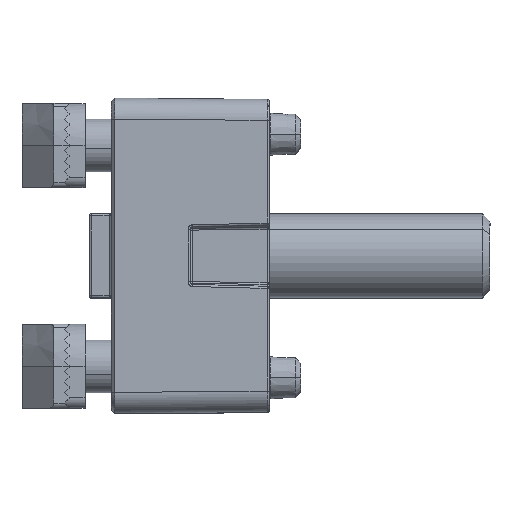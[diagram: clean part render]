
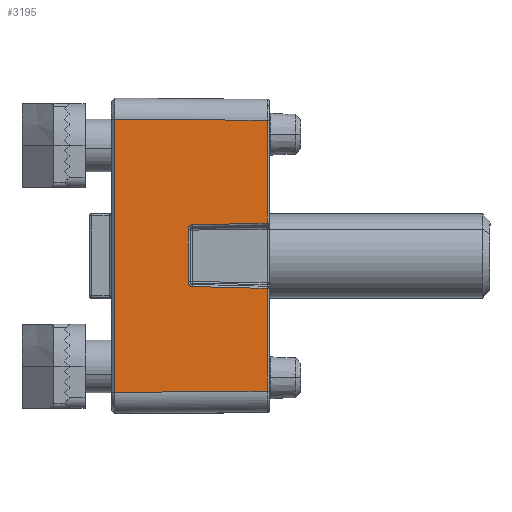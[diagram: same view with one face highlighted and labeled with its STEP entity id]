
A CAD part, top view. The second image highlights one B-rep face of the part: STEP entity #3195.
In plain terms, the highlighted face is planar.
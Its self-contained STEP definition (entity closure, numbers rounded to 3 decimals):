
#395 = VECTOR ( 'NONE', #9878, 1000. ) ;
#414 = CARTESIAN_POINT ( 'NONE',  ( 2.466, 7.302, -14.936 ) ) ;
#825 = LINE ( 'NONE', #8464, #6790 ) ;
#1487 = CARTESIAN_POINT ( 'NONE',  ( 2.924, 7.464, -14.935 ) ) ;
#1658 = ORIENTED_EDGE ( 'NONE', *, *, #9233, .T. ) ;
#1852 = EDGE_LOOP ( 'NONE', ( #6908, #1658, #14753, #22911, #11284, #26489, #5324, #26812, #19457, #31114 ) ) ;
#2034 = CARTESIAN_POINT ( 'NONE',  ( -13., 0.297, -14.997 ) ) ;
#2271 = VERTEX_POINT ( 'NONE', #28980 ) ;
#2610 = CARTESIAN_POINT ( 'NONE',  ( 12.871, 14.802, -14.871 ) ) ;
#2612 = DIRECTION ( 'NONE',  ( 0., 0.009, -1. ) ) ;
#3020 = VERTEX_POINT ( 'NONE', #24578 ) ;
#3195 = ADVANCED_FACE ( 'NONE', ( #19283 ), #15240, .T. ) ;
#5324 = ORIENTED_EDGE ( 'NONE', *, *, #10721, .T. ) ;
#5434 = VERTEX_POINT ( 'NONE', #21521 ) ;
#5514 = DIRECTION ( 'NONE',  ( 1., 0., 0. ) ) ;
#6790 = VECTOR ( 'NONE', #11028, 1000. ) ;
#6908 = ORIENTED_EDGE ( 'NONE', *, *, #30411, .T. ) ;
#7226 = LINE ( 'NONE', #30604, #13233 ) ;
#7720 = CARTESIAN_POINT ( 'NONE',  ( -15., 7.302, -14.936 ) ) ;
#8464 = CARTESIAN_POINT ( 'NONE',  ( -2.743, 0.309, -14.997 ) ) ;
#8982 = CARTESIAN_POINT ( 'NONE',  ( -2.466, 7.302, -14.936 ) ) ;
#9013 = VERTEX_POINT ( 'NONE', #11714 ) ;
#9168 = CARTESIAN_POINT ( 'NONE',  ( 2.466, 7.302, -14.936 ) ) ;
#9233 = EDGE_CURVE ( 'NONE', #3020, #9013, #31371, .T. ) ;
#9807 = VECTOR ( 'NONE', #13703, 1000. ) ;
#9878 = DIRECTION ( 'NONE',  ( 0.009, -1., -0.009 ) ) ;
#10721 = EDGE_CURVE ( 'NONE', #11827, #13047, #7226, .T. ) ;
#11028 = DIRECTION ( 'NONE',  ( 0.025, -1., -0.009 ) ) ;
#11284 = ORIENTED_EDGE ( 'NONE', *, *, #21086, .T. ) ;
#11626 = CARTESIAN_POINT ( 'NONE',  ( -2.466, 7.302, -14.936 ) ) ;
#11714 = CARTESIAN_POINT ( 'NONE',  ( -3.108, 14.802, -14.871 ) ) ;
#11733 = VECTOR ( 'NONE', #5514, 1000. ) ;
#11827 = VERTEX_POINT ( 'NONE', #24998 ) ;
#12677 = DIRECTION ( 'NONE',  ( 0.025, 1., 0.009 ) ) ;
#13047 = VERTEX_POINT ( 'NONE', #32359 ) ;
#13233 = VECTOR ( 'NONE', #12677, 1000. ) ;
#13703 = DIRECTION ( 'NONE',  ( 0.009, 1., 0.009 ) ) ;
#13735 =( BOUNDED_CURVE ( )  B_SPLINE_CURVE ( 3, ( #11626, #29559, #14207, #32132 ),
 .UNSPECIFIED., .F., .T. ) 
 B_SPLINE_CURVE_WITH_KNOTS ( ( 4, 4 ),
 ( 4.695, 6.248 ),
 .UNSPECIFIED. ) 
 CURVE ( )  GEOMETRIC_REPRESENTATION_ITEM ( )  RATIONAL_B_SPLINE_CURVE ( ( 1., 0.809, 0.809, 1. ) ) 
 REPRESENTATION_ITEM ( '' )  );
#14207 = CARTESIAN_POINT ( 'NONE',  ( -2.924, 7.464, -14.935 ) ) ;
#14753 = ORIENTED_EDGE ( 'NONE', *, *, #17441, .T. ) ;
#15240 = PLANE ( 'NONE',  #29660 ) ;
#16223 = VERTEX_POINT ( 'NONE', #8982 ) ;
#16593 = LINE ( 'NONE', #2034, #29453 ) ;
#16627 = LINE ( 'NONE', #29048, #9807 ) ;
#17040 = EDGE_CURVE ( 'NONE', #16223, #2271, #13735, .T. ) ;
#17441 = EDGE_CURVE ( 'NONE', #9013, #2271, #825, .T. ) ;
#17672 = EDGE_CURVE ( 'NONE', #13047, #18338, #28437, .T. ) ;
#17735 = EDGE_CURVE ( 'NONE', #18338, #5434, #27641, .T. ) ;
#17932 = CARTESIAN_POINT ( 'NONE',  ( -15., 0., -15. ) ) ;
#18338 = VERTEX_POINT ( 'NONE', #2610 ) ;
#18856 = CARTESIAN_POINT ( 'NONE',  ( -12.997, 0.297, -14.997 ) ) ;
#19283 = FACE_OUTER_BOUND ( 'NONE', #1852, .T. ) ;
#19402 = CARTESIAN_POINT ( 'NONE',  ( 2.929, 7.695, -14.933 ) ) ;
#19457 = ORIENTED_EDGE ( 'NONE', *, *, #17735, .T. ) ;
#19913 = CARTESIAN_POINT ( 'NONE',  ( -15., 14.802, -14.871 ) ) ;
#20542 = DIRECTION ( 'NONE',  ( 0., 1., 0.009 ) ) ;
#20900 = CARTESIAN_POINT ( 'NONE',  ( -15., 14.802, -14.871 ) ) ;
#21086 = EDGE_CURVE ( 'NONE', #16223, #23121, #23853, .T. ) ;
#21521 = CARTESIAN_POINT ( 'NONE',  ( 12.997, 0.297, -14.997 ) ) ;
#22494 = DIRECTION ( 'NONE',  ( 1., 0., 0. ) ) ;
#22710 = CARTESIAN_POINT ( 'NONE',  ( 12.998, 0.244, -14.998 ) ) ;
#22911 = ORIENTED_EDGE ( 'NONE', *, *, #17040, .F. ) ;
#23121 = VERTEX_POINT ( 'NONE', #414 ) ;
#23853 = LINE ( 'NONE', #7720, #29861 ) ;
#24553 = CARTESIAN_POINT ( 'NONE',  ( 2.732, 7.302, -14.936 ) ) ;
#24578 = CARTESIAN_POINT ( 'NONE',  ( -12.871, 14.802, -14.871 ) ) ;
#24581 = EDGE_CURVE ( 'NONE', #11827, #23121, #31138, .T. ) ;
#24998 = CARTESIAN_POINT ( 'NONE',  ( 2.929, 7.695, -14.933 ) ) ;
#26489 = ORIENTED_EDGE ( 'NONE', *, *, #24581, .F. ) ;
#26812 = ORIENTED_EDGE ( 'NONE', *, *, #17672, .T. ) ;
#27641 = LINE ( 'NONE', #22710, #395 ) ;
#27656 = DIRECTION ( 'NONE',  ( -1., 0., 0. ) ) ;
#27859 = VERTEX_POINT ( 'NONE', #18856 ) ;
#28246 = DIRECTION ( 'NONE',  ( 1., 0., 0. ) ) ;
#28437 = LINE ( 'NONE', #19913, #29242 ) ;
#28980 = CARTESIAN_POINT ( 'NONE',  ( -2.929, 7.695, -14.933 ) ) ;
#29048 = CARTESIAN_POINT ( 'NONE',  ( -13., -0.017, -15. ) ) ;
#29242 = VECTOR ( 'NONE', #22494, 1000. ) ;
#29453 = VECTOR ( 'NONE', #27656, 1000. ) ;
#29559 = CARTESIAN_POINT ( 'NONE',  ( -2.732, 7.302, -14.936 ) ) ;
#29660 = AXIS2_PLACEMENT_3D ( 'NONE', #17932, #2612, #20542 ) ;
#29861 = VECTOR ( 'NONE', #28246, 1000. ) ;
#30411 = EDGE_CURVE ( 'NONE', #27859, #3020, #16627, .T. ) ;
#30604 = CARTESIAN_POINT ( 'NONE',  ( 2.724, -0.447, -15.004 ) ) ;
#31073 = EDGE_CURVE ( 'NONE', #5434, #27859, #16593, .T. ) ;
#31114 = ORIENTED_EDGE ( 'NONE', *, *, #31073, .T. ) ;
#31138 =( BOUNDED_CURVE ( )  B_SPLINE_CURVE ( 3, ( #19402, #1487, #24553, #9168 ),
 .UNSPECIFIED., .F., .T. ) 
 B_SPLINE_CURVE_WITH_KNOTS ( ( 4, 4 ),
 ( 3.176, 4.73 ),
 .UNSPECIFIED. ) 
 CURVE ( )  GEOMETRIC_REPRESENTATION_ITEM ( )  RATIONAL_B_SPLINE_CURVE ( ( 1., 0.809, 0.809, 1. ) ) 
 REPRESENTATION_ITEM ( '' )  );
#31371 = LINE ( 'NONE', #20900, #11733 ) ;
#32132 = CARTESIAN_POINT ( 'NONE',  ( -2.929, 7.695, -14.933 ) ) ;
#32359 = CARTESIAN_POINT ( 'NONE',  ( 3.108, 14.802, -14.871 ) ) ;
